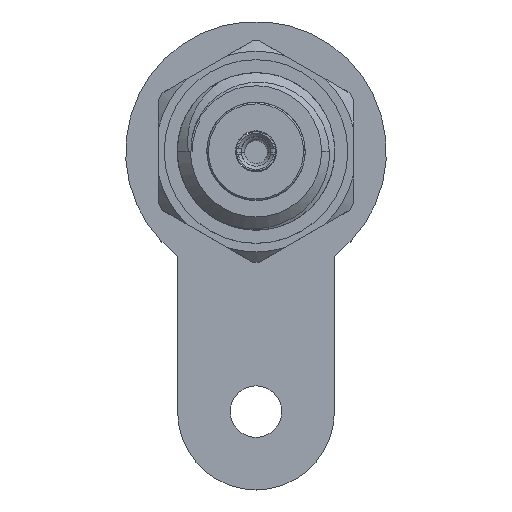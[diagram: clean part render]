
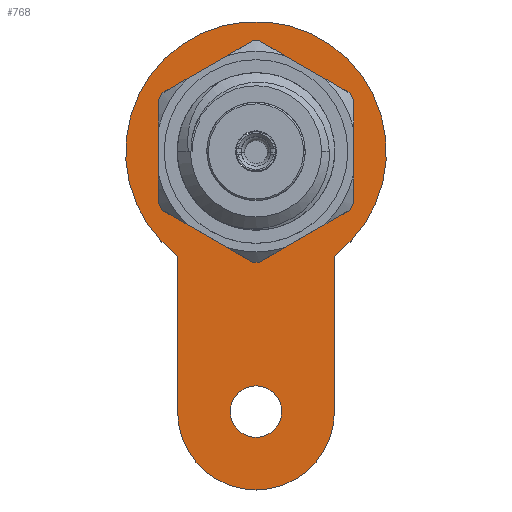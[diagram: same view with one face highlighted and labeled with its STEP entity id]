
A CAD part, top view. The second image highlights one B-rep face of the part: STEP entity #768.
In plain terms, the highlighted planar face has unit normal (0, 0, 1).
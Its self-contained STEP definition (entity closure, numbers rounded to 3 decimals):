
#8 = CARTESIAN_POINT ( 'NONE',  ( 0., -10.31, 3.3 ) ) ;
#41 = DIRECTION ( 'NONE',  ( 0., 1., 0. ) ) ;
#195 = VERTEX_POINT ( 'NONE', #5107 ) ;
#212 = EDGE_CURVE ( 'NONE', #2986, #195, #3929, .T. ) ;
#268 = CARTESIAN_POINT ( 'NONE',  ( 0., -7.135, 3.3 ) ) ;
#283 = VERTEX_POINT ( 'NONE', #3399 ) ;
#330 = EDGE_CURVE ( 'NONE', #3794, #2495, #4877, .T. ) ;
#469 = CARTESIAN_POINT ( 'NONE',  ( 2.39, -3.176, 3.3 ) ) ;
#484 = DIRECTION ( 'NONE',  ( 0., 1., 0. ) ) ;
#640 = ORIENTED_EDGE ( 'NONE', *, *, #805, .T. ) ;
#768 = ADVANCED_FACE ( 'NONE', ( #6047, #4588, #3603 ), #5580, .T. ) ;
#785 = ORIENTED_EDGE ( 'NONE', *, *, #212, .T. ) ;
#805 = EDGE_CURVE ( 'NONE', #4771, #3919, #2322, .T. ) ;
#929 = CARTESIAN_POINT ( 'NONE',  ( -2.39, -7.92, 3.3 ) ) ;
#1024 = AXIS2_PLACEMENT_3D ( 'NONE', #2225, #1721, #4231 ) ;
#1203 = CARTESIAN_POINT ( 'NONE',  ( 0., 0., 3.3 ) ) ;
#1274 = ORIENTED_EDGE ( 'NONE', *, *, #330, .F. ) ;
#1353 = CARTESIAN_POINT ( 'NONE',  ( 0., -2.44, 3.3 ) ) ;
#1357 = EDGE_CURVE ( 'NONE', #2495, #3794, #2741, .T. ) ;
#1581 = ORIENTED_EDGE ( 'NONE', *, *, #2583, .T. ) ;
#1620 = DIRECTION ( 'NONE',  ( 0., 0., 1. ) ) ;
#1721 = DIRECTION ( 'NONE',  ( 0., 0., 1. ) ) ;
#1735 = DIRECTION ( 'NONE',  ( 0., 1., 0. ) ) ;
#1826 = AXIS2_PLACEMENT_3D ( 'NONE', #4255, #6066, #2540 ) ;
#1912 = AXIS2_PLACEMENT_3D ( 'NONE', #6261, #2575, #1735 ) ;
#2085 = CARTESIAN_POINT ( 'NONE',  ( 0., -7.92, 3.3 ) ) ;
#2225 = CARTESIAN_POINT ( 'NONE',  ( 0., -7.92, 3.3 ) ) ;
#2322 = CIRCLE ( 'NONE', #6319, 3.975 ) ;
#2344 = CIRCLE ( 'NONE', #1912, 2.39 ) ;
#2394 = CIRCLE ( 'NONE', #1024, 0.785 ) ;
#2429 = AXIS2_PLACEMENT_3D ( 'NONE', #2085, #5006, #484 ) ;
#2495 = VERTEX_POINT ( 'NONE', #3034 ) ;
#2540 = DIRECTION ( 'NONE',  ( 0., 1., 0. ) ) ;
#2561 = LINE ( 'NONE', #4568, #5236 ) ;
#2575 = DIRECTION ( 'NONE',  ( 0., 0., 1. ) ) ;
#2583 = EDGE_CURVE ( 'NONE', #2825, #2986, #2344, .T. ) ;
#2739 = VECTOR ( 'NONE', #4952, 1000. ) ;
#2741 = CIRCLE ( 'NONE', #6429, 2.44 ) ;
#2825 = VERTEX_POINT ( 'NONE', #4440 ) ;
#2842 = CIRCLE ( 'NONE', #3885, 0.785 ) ;
#2886 = LINE ( 'NONE', #929, #2739 ) ;
#2986 = VERTEX_POINT ( 'NONE', #8 ) ;
#3004 = EDGE_CURVE ( 'NONE', #195, #4771, #2561, .T. ) ;
#3034 = CARTESIAN_POINT ( 'NONE',  ( 0., 2.44, 3.3 ) ) ;
#3399 = CARTESIAN_POINT ( 'NONE',  ( 0., -8.705, 3.3 ) ) ;
#3603 = FACE_BOUND ( 'NONE', #4353, .T. ) ;
#3794 = VERTEX_POINT ( 'NONE', #1353 ) ;
#3885 = AXIS2_PLACEMENT_3D ( 'NONE', #5214, #5096, #6283 ) ;
#3919 = VERTEX_POINT ( 'NONE', #6474 ) ;
#3929 = CIRCLE ( 'NONE', #4775, 2.39 ) ;
#4231 = DIRECTION ( 'NONE',  ( 0., 1., 0. ) ) ;
#4255 = CARTESIAN_POINT ( 'NONE',  ( 0., 0., 3.3 ) ) ;
#4353 = EDGE_LOOP ( 'NONE', ( #6507, #6341 ) ) ;
#4440 = CARTESIAN_POINT ( 'NONE',  ( -2.39, -7.92, 3.3 ) ) ;
#4568 = CARTESIAN_POINT ( 'NONE',  ( 2.39, -7.92, 3.3 ) ) ;
#4588 = FACE_OUTER_BOUND ( 'NONE', #5420, .T. ) ;
#4665 = EDGE_LOOP ( 'NONE', ( #1274, #5098 ) ) ;
#4711 = ORIENTED_EDGE ( 'NONE', *, *, #5190, .T. ) ;
#4771 = VERTEX_POINT ( 'NONE', #469 ) ;
#4775 = AXIS2_PLACEMENT_3D ( 'NONE', #6141, #1620, #5647 ) ;
#4877 = CIRCLE ( 'NONE', #1826, 2.44 ) ;
#4952 = DIRECTION ( 'NONE',  ( 0., -1., 0. ) ) ;
#5006 = DIRECTION ( 'NONE',  ( 0., 0., 1. ) ) ;
#5021 = EDGE_CURVE ( 'NONE', #283, #5978, #2842, .T. ) ;
#5096 = DIRECTION ( 'NONE',  ( 0., 0., 1. ) ) ;
#5098 = ORIENTED_EDGE ( 'NONE', *, *, #1357, .F. ) ;
#5107 = CARTESIAN_POINT ( 'NONE',  ( 2.39, -7.92, 3.3 ) ) ;
#5161 = DIRECTION ( 'NONE',  ( 0., 0., 1. ) ) ;
#5190 = EDGE_CURVE ( 'NONE', #3919, #2825, #2886, .T. ) ;
#5214 = CARTESIAN_POINT ( 'NONE',  ( 0., -7.92, 3.3 ) ) ;
#5218 = DIRECTION ( 'NONE',  ( 0., 1., 0. ) ) ;
#5236 = VECTOR ( 'NONE', #41, 1000. ) ;
#5420 = EDGE_LOOP ( 'NONE', ( #1581, #785, #5735, #640, #4711 ) ) ;
#5445 = EDGE_CURVE ( 'NONE', #5978, #283, #2394, .T. ) ;
#5538 = DIRECTION ( 'NONE',  ( 0., 1., 0. ) ) ;
#5580 = PLANE ( 'NONE',  #2429 ) ;
#5647 = DIRECTION ( 'NONE',  ( 0., 1., 0. ) ) ;
#5735 = ORIENTED_EDGE ( 'NONE', *, *, #3004, .T. ) ;
#5978 = VERTEX_POINT ( 'NONE', #268 ) ;
#6047 = FACE_BOUND ( 'NONE', #4665, .T. ) ;
#6066 = DIRECTION ( 'NONE',  ( 0., 0., 1. ) ) ;
#6141 = CARTESIAN_POINT ( 'NONE',  ( 0., -7.92, 3.3 ) ) ;
#6144 = CARTESIAN_POINT ( 'NONE',  ( 0., 0., 3.3 ) ) ;
#6261 = CARTESIAN_POINT ( 'NONE',  ( 0., -7.92, 3.3 ) ) ;
#6283 = DIRECTION ( 'NONE',  ( 0., 1., 0. ) ) ;
#6319 = AXIS2_PLACEMENT_3D ( 'NONE', #6144, #6544, #5538 ) ;
#6341 = ORIENTED_EDGE ( 'NONE', *, *, #5445, .F. ) ;
#6429 = AXIS2_PLACEMENT_3D ( 'NONE', #1203, #5161, #5218 ) ;
#6474 = CARTESIAN_POINT ( 'NONE',  ( -2.39, -3.176, 3.3 ) ) ;
#6507 = ORIENTED_EDGE ( 'NONE', *, *, #5021, .F. ) ;
#6544 = DIRECTION ( 'NONE',  ( 0., 0., 1. ) ) ;
